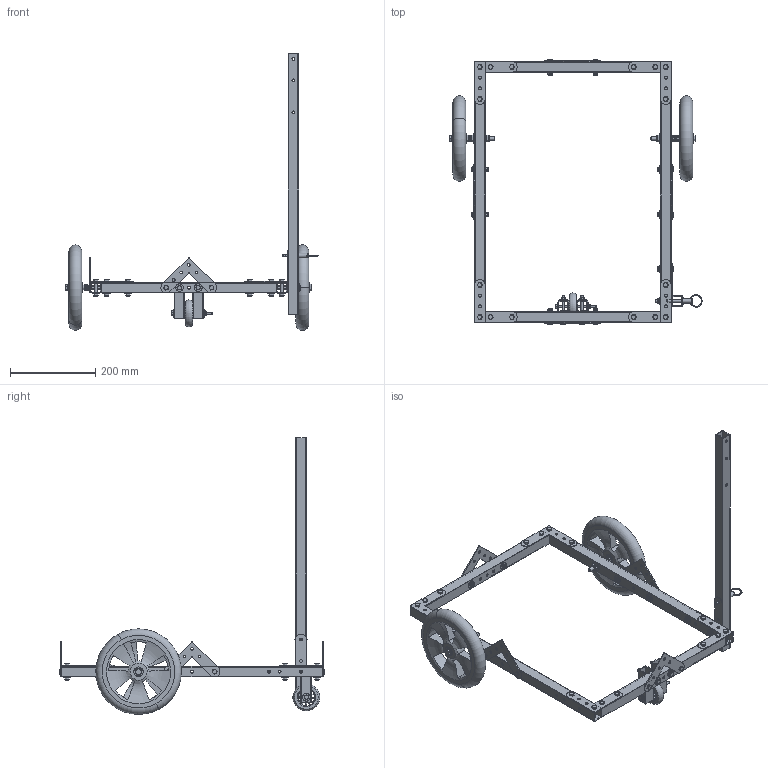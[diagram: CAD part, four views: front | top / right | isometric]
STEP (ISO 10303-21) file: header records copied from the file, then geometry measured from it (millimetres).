
FILE_DESCRIPTION(('FreeCAD Model'),'2;1');
FILE_NAME('Open CASCADE Shape Model','2025-04-24T22:49:57',('Author'),( ''),'Open CASCADE STEP processor 7.6','FreeCAD','Unknown');
FILE_SCHEMA(('AUTOMOTIVE_DESIGN { 1 0 10303 214 1 1 1 1 }'));
Length unit declared in the file: millimetre
Products named in the file (52): Assembly; LCS_Origin; étape_1; L101; T101; étape_2_equerres_AV; CHO17; Model; QIN35; M6x35-Screw; LCS_Tete; QIN12; QIN06; LCS_Ecrou; M6-Nut; étape_3_equerres_AR; Etape_4_cales; Etape_5_fixation_roulette; M101; QIN65; M6x65-Screw; Etape_6_roues; Roue; remorque_roue; LCS_1; LCS_2; Boulon_Roue; QIN13; QIN29; M8-Nut; QIN25; LCS_0; M8x100-Screw; Etape_7_timon; L102; Etape_8_roulette; ROU101; QIN90; M6x90-Screw; Etape_9_Finition_timon ...
Assembly tree (101 placements, depth 5):
  Assembly
    LCS_Origin
    étape_1
      L101  x2
      T101
    étape_2_equerres_AV
      CHO17  x2
      Model  x8
        LCS_Origin
        QIN35
          M6x35-Screw
          LCS_Tete
        QIN12
        QIN06
          LCS_Ecrou
          M6-Nut
    étape_3_equerres_AR
      CHO17  x2
      T101
      Model  x8
        LCS_Origin
        QIN35
          M6x35-Screw
          LCS_Tete
        QIN12
        QIN06
          LCS_Ecrou
          M6-Nut
    Etape_4_cales
      CHO17  x4
      Model  x8
        LCS_Origin
        QIN35
          M6x35-Screw
          LCS_Tete
        QIN12
        QIN06
          LCS_Ecrou
          M6-Nut
    Etape_5_fixation_roulette
      M101  x2
      Model  x2
        LCS_Origin
        QIN12
        QIN65
          M6x65-Screw
          LCS_Tete
        QIN06
          LCS_Ecrou
          M6-Nut
    Etape_6_roues
      Roue  x2
        remorque_roue
        LCS_1
        LCS_2
      Boulon_Roue  x2
        LCS_Origin
        QIN13
        QIN29
          LCS_Ecrou
Bounding box: 590.25 x 622 x 647.5 mm (x, y, z)
Volume: 1963785.6 mm3; surface area: 851211.3 mm2
Topology: 127 solids, 127 shells, 2061 faces, 4660 edges, 2955 vertices
Faces by surface type: plane 880, cylinder 713, cone 356, torus 46, revolution 40, extrusion 24, sphere 2
Full cylindrical faces by diameter (mm): 5 x29, 5.04 x1, 6 x30, 6.5 x183, 6.667 x29, 6.75 x6, 8 x2, 8.4 x8, 8.5 x4, 8.833 x6, 9.5 x29, 9.99 x29, 11 x1, 11.7 x2, 12.987 x6, 14.49 x2, 18 x33, 22 x8
Entity records: 13968 total; most frequent: CARTESIAN_POINT 3918, DIRECTION 1989, ORIENTED_EDGE 1690, EDGE_CURVE 845, AXIS2_PLACEMENT_3D 797, VERTEX_POINT 549, FACE_BOUND 542, EDGE_LOOP 542
